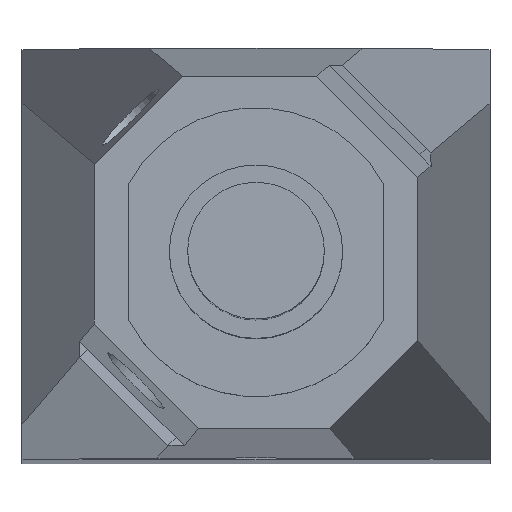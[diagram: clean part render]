
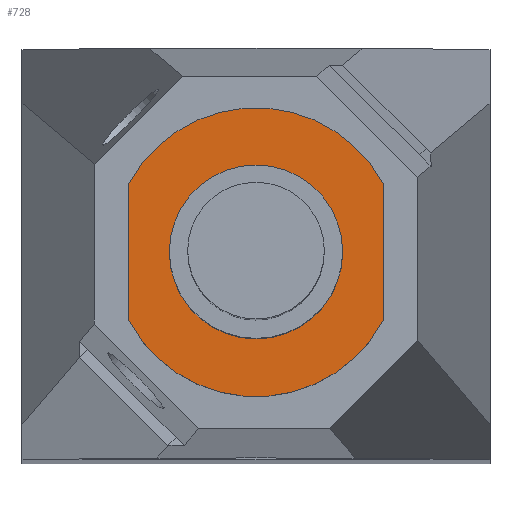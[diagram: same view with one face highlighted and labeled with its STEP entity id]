
A CAD part, top view. The second image highlights one B-rep face of the part: STEP entity #728.
In plain terms, the highlighted planar face has unit normal (0, 0, 1).
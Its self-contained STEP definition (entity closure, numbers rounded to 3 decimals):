
#20=FACE_BOUND('',#97,.T.);
#26=CIRCLE('',#786,12.5);
#28=CIRCLE('',#790,12.5);
#29=CIRCLE('',#792,7.5);
#52=FACE_OUTER_BOUND('',#96,.T.);
#96=EDGE_LOOP('',(#498,#499,#500,#501));
#97=EDGE_LOOP('',(#502));
#143=LINE('',#1064,#228);
#147=LINE('',#1076,#232);
#228=VECTOR('',#851,10.);
#232=VECTOR('',#863,10.);
#313=VERTEX_POINT('',#1061);
#314=VERTEX_POINT('',#1063);
#316=VERTEX_POINT('',#1069);
#318=VERTEX_POINT('',#1075);
#319=VERTEX_POINT('',#1082);
#381=EDGE_CURVE('',#314,#313,#143,.T.);
#384=EDGE_CURVE('',#316,#314,#26,.T.);
#387=EDGE_CURVE('',#318,#316,#147,.T.);
#390=EDGE_CURVE('',#313,#318,#28,.T.);
#391=EDGE_CURVE('',#319,#319,#29,.T.);
#498=ORIENTED_EDGE('',*,*,#390,.T.);
#499=ORIENTED_EDGE('',*,*,#387,.T.);
#500=ORIENTED_EDGE('',*,*,#384,.T.);
#501=ORIENTED_EDGE('',*,*,#381,.T.);
#502=ORIENTED_EDGE('',*,*,#391,.F.);
#690=PLANE('',#791);
#728=ADVANCED_FACE('',(#52,#20),#690,.T.);
#786=AXIS2_PLACEMENT_3D('',#1070,#857,#858);
#790=AXIS2_PLACEMENT_3D('',#1080,#869,#870);
#791=AXIS2_PLACEMENT_3D('',#1081,#871,#872);
#792=AXIS2_PLACEMENT_3D('',#1083,#873,#874);
#851=DIRECTION('',(0.,1.,0.));
#857=DIRECTION('center_axis',(0.,0.,1.));
#858=DIRECTION('ref_axis',(1.,0.,0.));
#863=DIRECTION('',(0.,-1.,0.));
#869=DIRECTION('center_axis',(0.,0.,1.));
#870=DIRECTION('ref_axis',(1.,0.,0.));
#871=DIRECTION('center_axis',(0.,0.,1.));
#872=DIRECTION('ref_axis',(1.,0.,0.));
#873=DIRECTION('center_axis',(0.,0.,1.));
#874=DIRECTION('ref_axis',(1.,0.,0.));
#1061=CARTESIAN_POINT('',(11.,5.937,5.));
#1063=CARTESIAN_POINT('',(11.,-5.937,5.));
#1064=CARTESIAN_POINT('',(11.,5.937,5.));
#1069=CARTESIAN_POINT('',(-11.,-5.937,5.));
#1070=CARTESIAN_POINT('Origin',(0.,0.,5.));
#1075=CARTESIAN_POINT('',(-11.,5.937,5.));
#1076=CARTESIAN_POINT('',(-11.,5.937,5.));
#1080=CARTESIAN_POINT('Origin',(0.,0.,5.));
#1081=CARTESIAN_POINT('Origin',(0.,0.,5.));
#1082=CARTESIAN_POINT('',(-7.5,0.,5.));
#1083=CARTESIAN_POINT('Origin',(0.,0.,5.));
